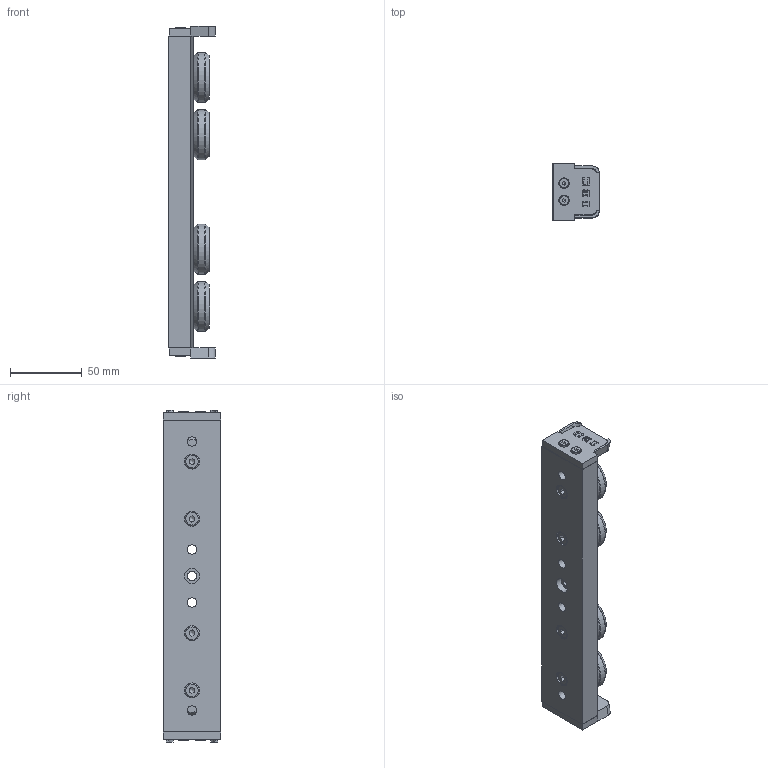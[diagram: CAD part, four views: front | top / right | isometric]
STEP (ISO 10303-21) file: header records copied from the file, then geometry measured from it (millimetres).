
FILE_DESCRIPTION((''),'2;1');
FILE_NAME('CU 43-22.B.2RS.AUS.stp','2015-06-29T08:34:13',('MRathmann'),(''),'Autodesk Inventor 2012','Autodesk Inventor 2012','');
FILE_SCHEMA(('CONFIG_CONTROL_DESIGN'));
Length unit declared in the file: millimetre
Products named in the file (7): CU 43-22.A.2RS; LL.CU 43; CBRS(E) 35-43; DIN 7984 M6 x 18; Abstreiferlippe; ABS U43; DIN 7984 M4 x 8
Assembly tree (17 placements, depth 2):
  CU 43-22.A.2RS
    LL.CU 43
    CBRS(E) 35-43  x4
    DIN 7984 M6 x 18  x4
    Abstreiferlippe  x2
    ABS U43  x2
    DIN 7984 M4 x 8  x4
Bounding box: 32.7 x 40 x 232 mm (x, y, z)
Volume: 180608.7 mm3; surface area: 64387.3 mm2
Topology: 17 solids, 17 shells, 551 faces, 1260 edges, 787 vertices
Faces by surface type: plane 280, cylinder 167, torus 56, cone 40, bspline 8
Full cylindrical faces by diameter (mm): 3.242 x2, 3.459 x2, 4 x4, 4.917 x4, 5 x4, 6 x4, 6.5 x5, 6.647 x4, 7 x4, 7.3 x4, 10 x8, 10.5 x5, 12 x9, 35 x4
Entity records: 7184 total; most frequent: CARTESIAN_POINT 1396, DIRECTION 1191, ORIENTED_EDGE 1014, EDGE_CURVE 507, AXIS2_PLACEMENT_3D 443, VERTEX_POINT 350, EDGE_LOOP 347, VECTOR 305
